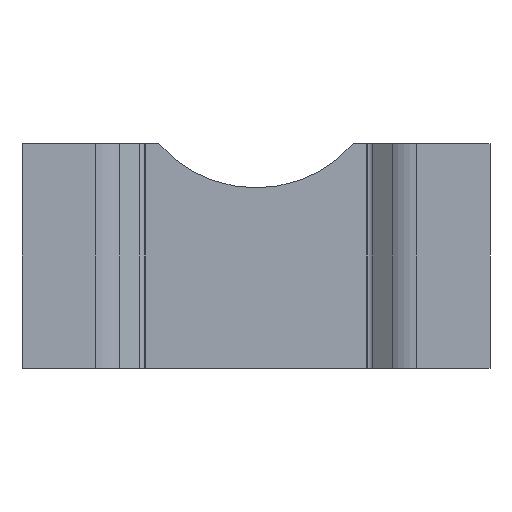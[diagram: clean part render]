
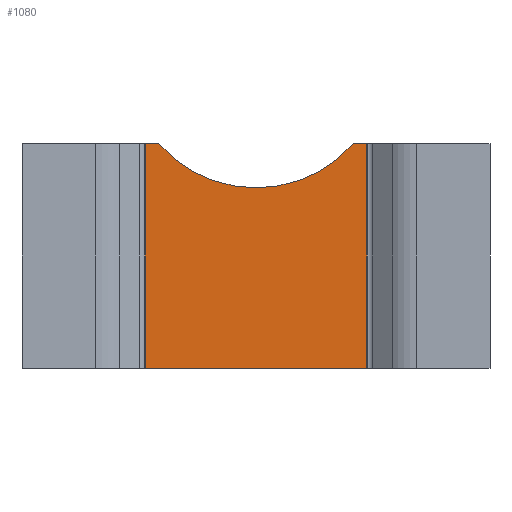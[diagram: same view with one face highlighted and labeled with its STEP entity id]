
A CAD part, front view. The second image highlights one B-rep face of the part: STEP entity #1080.
In plain terms, the highlighted face is planar.
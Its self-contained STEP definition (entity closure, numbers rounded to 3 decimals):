
#22 = DIRECTION ( 'NONE',  ( 0., 1., 0. ) ) ;
#110 = ORIENTED_EDGE ( 'NONE', *, *, #1403, .T. ) ;
#198 = CARTESIAN_POINT ( 'NONE',  ( 0.18, 0., 0. ) ) ;
#206 = DIRECTION ( 'NONE',  ( -1., 0., 0. ) ) ;
#239 = CARTESIAN_POINT ( 'NONE',  ( 0., 3.05, 0. ) ) ;
#245 = CARTESIAN_POINT ( 'NONE',  ( 0., 3.05, 0. ) ) ;
#248 = CIRCLE ( 'NONE', #1562, 1.752 ) ;
#266 = CARTESIAN_POINT ( 'NONE',  ( 0., 0., 0. ) ) ;
#276 = VECTOR ( 'NONE', #735, 1000. ) ;
#281 = LINE ( 'NONE', #540, #970 ) ;
#299 = DIRECTION ( 'NONE',  ( 1., 0., 0. ) ) ;
#328 = FACE_OUTER_BOUND ( 'NONE', #1337, .T. ) ;
#371 = VERTEX_POINT ( 'NONE', #994 ) ;
#414 = EDGE_CURVE ( 'NONE', #371, #716, #886, .T. ) ;
#423 = CARTESIAN_POINT ( 'NONE',  ( 3., 0., 0. ) ) ;
#463 = CARTESIAN_POINT ( 'NONE',  ( 0.18, 0., 0. ) ) ;
#478 = ORIENTED_EDGE ( 'NONE', *, *, #578, .T. ) ;
#501 = VERTEX_POINT ( 'NONE', #1185 ) ;
#532 = VECTOR ( 'NONE', #206, 1000. ) ;
#540 = CARTESIAN_POINT ( 'NONE',  ( 3., 3.05, 0. ) ) ;
#578 = EDGE_CURVE ( 'NONE', #633, #371, #1571, .T. ) ;
#583 = AXIS2_PLACEMENT_3D ( 'NONE', #819, #1062, #299 ) ;
#596 = ORIENTED_EDGE ( 'NONE', *, *, #414, .T. ) ;
#633 = VERTEX_POINT ( 'NONE', #198 ) ;
#659 = VECTOR ( 'NONE', #916, 1000. ) ;
#673 = CARTESIAN_POINT ( 'NONE',  ( 2.82, 0., 0. ) ) ;
#683 = VERTEX_POINT ( 'NONE', #868 ) ;
#716 = VERTEX_POINT ( 'NONE', #245 ) ;
#724 = CARTESIAN_POINT ( 'NONE',  ( 1.5, -1.152, 0. ) ) ;
#735 = DIRECTION ( 'NONE',  ( 1., 0., 0. ) ) ;
#753 = ORIENTED_EDGE ( 'NONE', *, *, #1548, .T. ) ;
#819 = CARTESIAN_POINT ( 'NONE',  ( 0., 0., 0. ) ) ;
#851 = LINE ( 'NONE', #239, #276 ) ;
#868 = CARTESIAN_POINT ( 'NONE',  ( 3., 3.05, 0. ) ) ;
#886 = LINE ( 'NONE', #266, #1143 ) ;
#916 = DIRECTION ( 'NONE',  ( -1., 0., 0. ) ) ;
#970 = VECTOR ( 'NONE', #1131, 1000. ) ;
#981 = DIRECTION ( 'NONE',  ( 0., 0., -1. ) ) ;
#987 = ORIENTED_EDGE ( 'NONE', *, *, #992, .T. ) ;
#992 = EDGE_CURVE ( 'NONE', #683, #501, #281, .T. ) ;
#994 = CARTESIAN_POINT ( 'NONE',  ( 0., 0., 0. ) ) ;
#1062 = DIRECTION ( 'NONE',  ( 0., 0., 1. ) ) ;
#1080 = ADVANCED_FACE ( 'NONE', ( #328 ), #1413, .F. ) ;
#1083 = EDGE_CURVE ( 'NONE', #633, #1480, #248, .T. ) ;
#1131 = DIRECTION ( 'NONE',  ( 0., -1., 0. ) ) ;
#1143 = VECTOR ( 'NONE', #22, 1000. ) ;
#1185 = CARTESIAN_POINT ( 'NONE',  ( 3., 0., 0. ) ) ;
#1186 = LINE ( 'NONE', #423, #659 ) ;
#1218 = DIRECTION ( 'NONE',  ( -0.753, 0.658, 0. ) ) ;
#1337 = EDGE_LOOP ( 'NONE', ( #478, #596, #110, #987, #753, #1445 ) ) ;
#1403 = EDGE_CURVE ( 'NONE', #716, #683, #851, .T. ) ;
#1413 = PLANE ( 'NONE',  #583 ) ;
#1445 = ORIENTED_EDGE ( 'NONE', *, *, #1083, .F. ) ;
#1480 = VERTEX_POINT ( 'NONE', #673 ) ;
#1548 = EDGE_CURVE ( 'NONE', #501, #1480, #1186, .T. ) ;
#1562 = AXIS2_PLACEMENT_3D ( 'NONE', #724, #981, #1218 ) ;
#1571 = LINE ( 'NONE', #463, #532 ) ;
